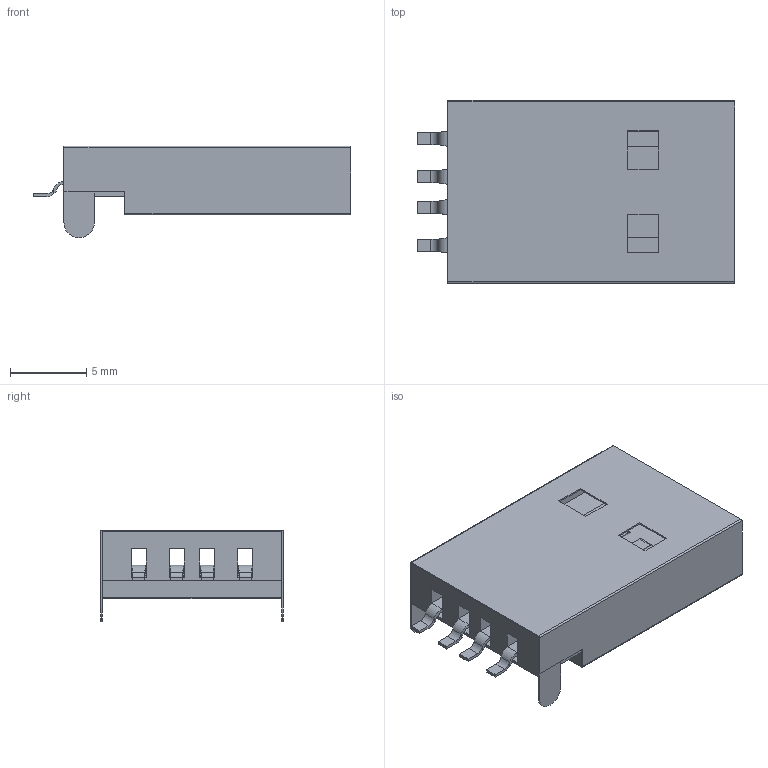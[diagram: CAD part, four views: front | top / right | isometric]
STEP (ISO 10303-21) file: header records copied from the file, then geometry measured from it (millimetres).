
FILE_DESCRIPTION(('FreeCAD Model'),'2;1');
FILE_NAME('Part_cp.step','2021-06-24T16:46:07',('kicad StepUp'),( 'ksu MCAD'),'Open CASCADE STEP processor 7.4','FreeCAD','Unknown');
FILE_SCHEMA(('AUTOMOTIVE_DESIGN { 1 0 10303 214 1 1 1 1 }'));
Length unit declared in the file: millimetre
Products named in the file (1): Part_cp
Bounding box: 20.8 x 12 x 6 mm (x, y, z)
Volume: 653.4 mm3; surface area: 2153.3 mm2
Topology: 6 solids, 6 shells, 170 faces, 442 edges, 280 vertices
Faces by surface type: plane 128, cylinder 42
Entity records: 6408 total; most frequent: CARTESIAN_POINT 893, ORIENTED_EDGE 884, DIRECTION 876, EDGE_CURVE 442, LINE 350, VECTOR 350, VERTEX_POINT 280, AXIS2_PLACEMENT_3D 263
